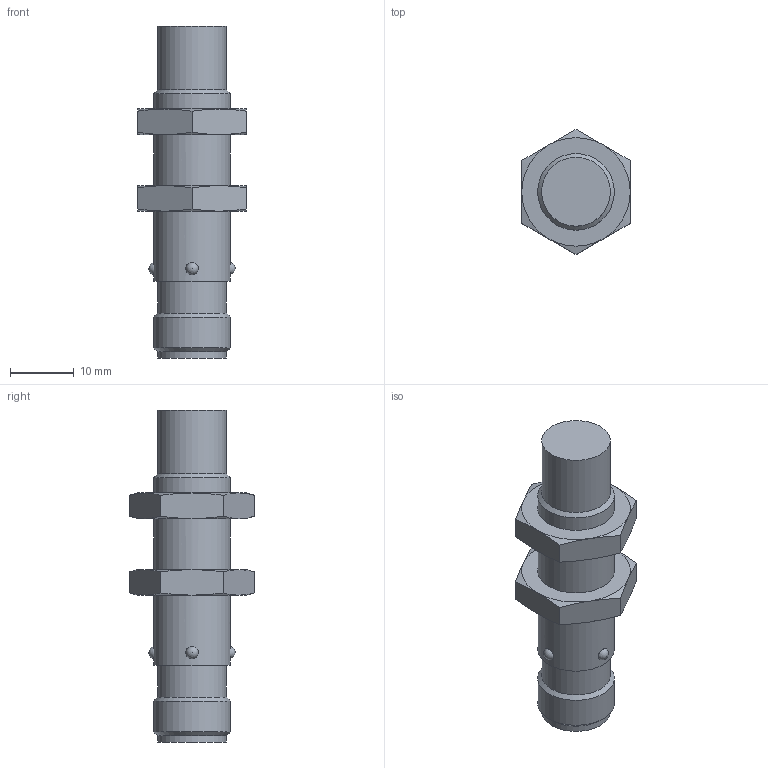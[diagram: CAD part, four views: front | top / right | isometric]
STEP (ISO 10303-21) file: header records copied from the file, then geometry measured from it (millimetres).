
FILE_DESCRIPTION(/* description */ ('STEP AP214'),/* implementation_level */ '2;1');
FILE_NAME(/* name */ '538311_SIEF-M12NB-PS-S-L',/* time_stamp */ '2024-09-15T04:32:38+02:00',/* author */ ('License CC BY-ND 4.0'),/* organization */ ('CADENAS'),/* preprocessor_version */ 'ST-DEVELOPER v19.3',/* originating_system */ 'PARTsolutions',/* authorisation */ ' ');
FILE_SCHEMA (('AUTOMOTIVE_DESIGN {1 0 10303 214 3 1 1}'));
Length unit declared in the file: millimetre
Products named in the file (3): 538311 SIEF-M12NB-PS-S-L; 538311 SIEF-M12NB-PS-S-L_1; Sensor Mutter_M12x1
Assembly tree (3 placements, depth 2):
  538311 SIEF-M12NB-PS-S-L
    538311 SIEF-M12NB-PS-S-L_1
    Sensor Mutter_M12x1  x2
Bounding box: 17 x 19.63 x 52 mm (x, y, z)
Volume: 6737.3 mm3; surface area: 3439.4 mm2
Topology: 3 solids, 3 shells, 61 faces, 131 edges, 76 vertices
Faces by surface type: cone 31, plane 19, cylinder 7, sphere 4
Full cylindrical faces by diameter (mm): 10.773 x3, 10.917 x2, 12 x2
Entity records: 1021 total; most frequent: CARTESIAN_POINT 256, DIRECTION 142, ORIENTED_EDGE 120, AXIS2_PLACEMENT_3D 68, EDGE_CURVE 60, EDGE_LOOP 56, FACE_BOUND 56, VERTEX_POINT 42
